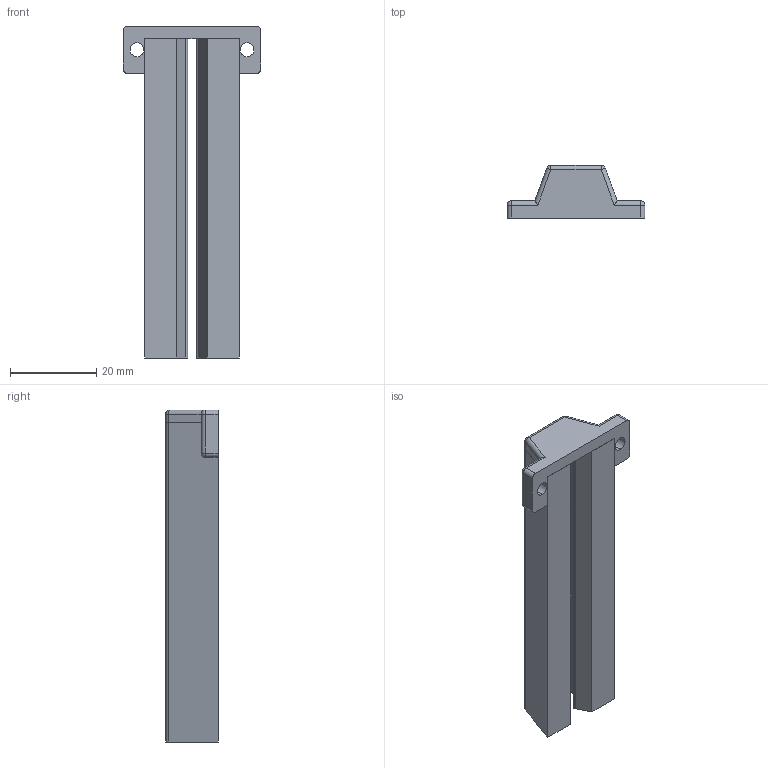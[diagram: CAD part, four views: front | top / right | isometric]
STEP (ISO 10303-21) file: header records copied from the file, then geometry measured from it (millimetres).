
FILE_DESCRIPTION (( 'STEP AP214' ), '1' );
FILE_NAME ('Dispositif_Dépoussiérant.STEP', '2020-06-12T07:27:19', ( '' ), ( '' ), 'SwSTEP 2.0', 'SolidWorks 2015', '' );
FILE_SCHEMA (( 'AUTOMOTIVE_DESIGN' ));
Length unit declared in the file: millimetre
Products named in the file (1): Dispositif_D廧oussi廨ant
Bounding box: 32 x 12.2 x 77 mm (x, y, z)
Surface area: 9038.8 mm2 (no closed solid volume)
Topology: 0 solids, 3 shells, 81 faces, 209 edges, 128 vertices
Faces by surface type: plane 42, cylinder 33, sphere 6
Entity records: 2789 total; most frequent: CARTESIAN_POINT 425, DIRECTION 423, ORIENTED_EDGE 406, EDGE_CURVE 203, AXIS2_PLACEMENT_3D 142, LINE 139, VECTOR 139, VERTEX_POINT 128
